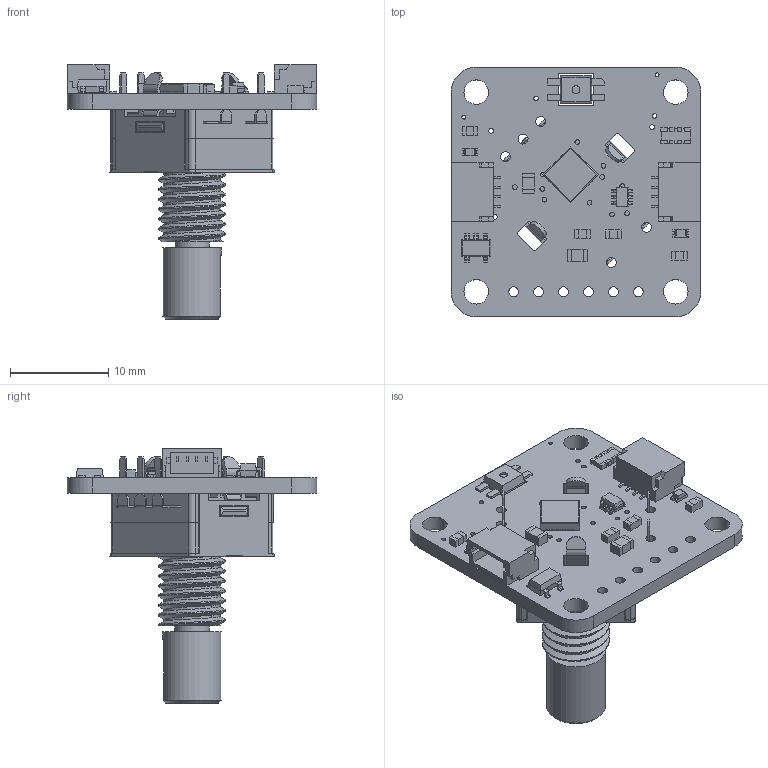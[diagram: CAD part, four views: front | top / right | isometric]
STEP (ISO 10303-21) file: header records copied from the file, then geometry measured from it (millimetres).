
FILE_DESCRIPTION(/* description */ (''),/* implementation_level */ '2;1');
FILE_NAME(/* name */ 'PCB Component.step',/* time_stamp */ '2025-06-04T17:06:27-04:00',/* author */ (''),/* organization */ (''),/* preprocessor_version */ 'ST-DEVELOPER v20.1',/* originating_system */ 'Autodesk Translation Framework v14.10.0.0',/* authorisation */ '');
FILE_SCHEMA (('AUTOMOTIVE_DESIGN { 1 0 10303 214 3 1 1 }'));
Length unit declared in the file: millimetre
Products named in the file (12): PCB Component; Board; ATSAMD09D14A-MU; 10K; PEC11+SWITCH; 10uF; AP2112K-3.3; 10K_1; BSS138; STEMMA_I2C_QT; red; WS2812B_SK6812E
Assembly tree (17 placements, depth 2):
  PCB Component
    Board
    ATSAMD09D14A-MU
    10K  x4
    PEC11+SWITCH
    10uF  x2
    AP2112K-3.3
    10K_1
    BSS138
    STEMMA_I2C_QT  x2
    red  x2
    WS2812B_SK6812E
Bounding box: 25.4 x 25.4 x 25.93 mm (x, y, z)
Volume: 2381.7 mm3; surface area: 3597.9 mm2
Topology: 46 solids, 46 shells, 1294 faces, 3457 edges, 2264 vertices
Faces by surface type: plane 1076, cylinder 199, bspline 18, cone 1
Full cylindrical faces by diameter (mm): 0.394 x6, 0.483 x19, 0.8 x1, 1 x11, 2.4 x1, 2.5 x4, 3.5 x1, 5.717 x7, 6 x1, 6.8 x6
Entity records: 36775 total; most frequent: CARTESIAN_POINT 7915, ORIENTED_EDGE 5820, DIRECTION 5420, EDGE_CURVE 2910, LINE 2502, VECTOR 2502, VERTEX_POINT 1900, AXIS2_PLACEMENT_3D 1459
